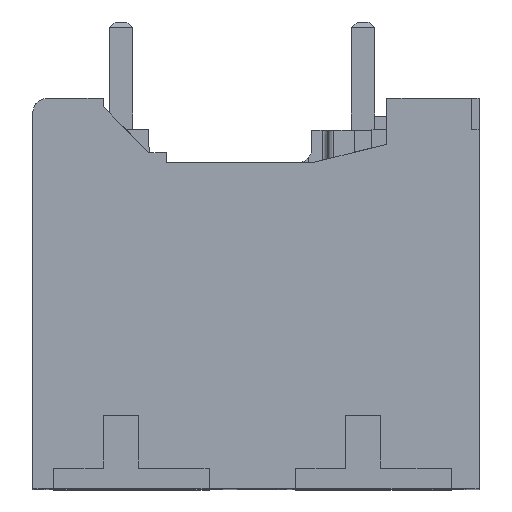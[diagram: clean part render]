
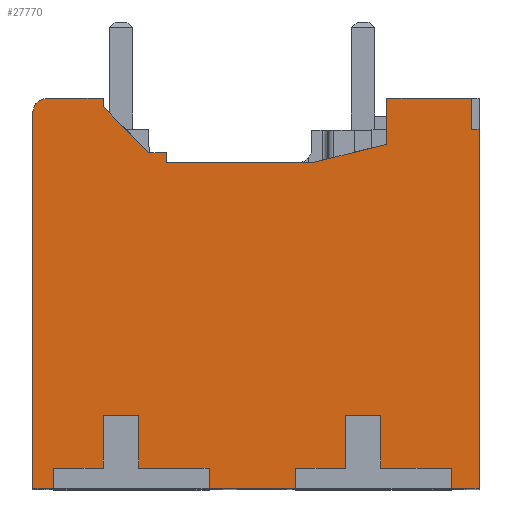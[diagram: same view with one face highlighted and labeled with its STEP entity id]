
A CAD part, top view. The second image highlights one B-rep face of the part: STEP entity #27770.
In plain terms, the highlighted planar face has unit normal (0, 0, 1).
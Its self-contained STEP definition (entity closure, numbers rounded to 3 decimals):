
#59=DIRECTION('',(1.,0.,0.));
#60=VECTOR('',#59,0.7);
#61=CARTESIAN_POINT('',(-3.,0.,2.2));
#62=LINE('',#61,#60);
#71=DIRECTION('',(1.,0.,0.));
#72=VECTOR('',#71,2.95);
#73=CARTESIAN_POINT('',(3.,0.,2.2));
#74=LINE('',#73,#72);
#83=DIRECTION('',(1.,0.,0.));
#84=VECTOR('',#83,0.95);
#85=CARTESIAN_POINT('',(11.25,0.,2.2));
#86=LINE('',#85,#84);
#3002=DIRECTION('',(-1.,0.,0.));
#3003=VECTOR('',#3002,1.895);
#3004=CARTESIAN_POINT('',(-0.605,13.3,2.2));
#3005=LINE('',#3004,#3003);
#4076=DIRECTION('',(0.707,0.707,0.));
#4077=VECTOR('',#4076,0.039);
#4078=CARTESIAN_POINT('',(9.032,11.732,2.2));
#4079=LINE('',#4078,#4077);
#4080=DIRECTION('',(0.,-1.,0.));
#4081=VECTOR('',#4080,1.541);
#4082=CARTESIAN_POINT('',(9.059,13.3,2.2));
#4083=LINE('',#4082,#4081);
#4084=DIRECTION('',(-1.,0.,0.));
#4085=VECTOR('',#4084,2.878);
#4086=CARTESIAN_POINT('',(11.938,13.3,2.2));
#4087=LINE('',#4086,#4085);
#4088=DIRECTION('',(0.,1.,0.));
#4089=VECTOR('',#4088,1.05);
#4090=CARTESIAN_POINT('',(11.938,12.25,2.2));
#4091=LINE('',#4090,#4089);
#4092=DIRECTION('',(1.,0.,0.));
#4093=VECTOR('',#4092,0.262);
#4094=CARTESIAN_POINT('',(11.938,12.25,2.2));
#4095=LINE('',#4094,#4093);
#4096=DIRECTION('',(0.,-1.,0.));
#4097=VECTOR('',#4096,12.25);
#4098=CARTESIAN_POINT('',(12.2,12.25,2.2));
#4099=LINE('',#4098,#4097);
#4100=DIRECTION('',(-1.,0.,0.));
#4101=VECTOR('',#4100,2.4);
#4102=CARTESIAN_POINT('',(11.25,0.7,2.2));
#4103=LINE('',#4102,#4101);
#4104=DIRECTION('',(-1.,0.,0.));
#4105=VECTOR('',#4104,1.2);
#4106=CARTESIAN_POINT('',(8.85,2.5,2.2));
#4107=LINE('',#4106,#4105);
#4108=DIRECTION('',(0.,-1.,0.));
#4109=VECTOR('',#4108,1.8);
#4110=CARTESIAN_POINT('',(7.65,2.5,2.2));
#4111=LINE('',#4110,#4109);
#4112=DIRECTION('',(-1.,0.,0.));
#4113=VECTOR('',#4112,1.7);
#4114=CARTESIAN_POINT('',(7.65,0.7,2.2));
#4115=LINE('',#4114,#4113);
#4116=DIRECTION('',(0.,-1.,0.));
#4117=VECTOR('',#4116,0.7);
#4118=CARTESIAN_POINT('',(5.95,0.7,2.2));
#4119=LINE('',#4118,#4117);
#4120=DIRECTION('',(-1.,0.,0.));
#4121=VECTOR('',#4120,2.4);
#4122=CARTESIAN_POINT('',(3.,0.7,2.2));
#4123=LINE('',#4122,#4121);
#4124=DIRECTION('',(-1.,0.,0.));
#4125=VECTOR('',#4124,1.2);
#4126=CARTESIAN_POINT('',(0.6,2.5,2.2));
#4127=LINE('',#4126,#4125);
#4128=DIRECTION('',(0.,-1.,0.));
#4129=VECTOR('',#4128,1.8);
#4130=CARTESIAN_POINT('',(-0.6,2.5,2.2));
#4131=LINE('',#4130,#4129);
#4132=DIRECTION('',(-1.,0.,0.));
#4133=VECTOR('',#4132,1.7);
#4134=CARTESIAN_POINT('',(-0.6,0.7,2.2));
#4135=LINE('',#4134,#4133);
#4136=DIRECTION('',(0.,-1.,0.));
#4137=VECTOR('',#4136,0.7);
#4138=CARTESIAN_POINT('',(-2.3,0.7,2.2));
#4139=LINE('',#4138,#4137);
#4140=DIRECTION('',(0.,1.,0.));
#4141=VECTOR('',#4140,12.8);
#4142=CARTESIAN_POINT('',(-3.,0.,2.2));
#4143=LINE('',#4142,#4141);
#4144=CARTESIAN_POINT('',(-2.5,12.8,2.2));
#4145=DIRECTION('',(0.,0.,-1.));
#4146=DIRECTION('',(-1.,0.,0.));
#4147=AXIS2_PLACEMENT_3D('',#4144,#4145,#4146);
#4149=DIRECTION('',(0.,1.,0.));
#4150=VECTOR('',#4149,0.295);
#4151=CARTESIAN_POINT('',(-0.605,13.005,2.2));
#4152=LINE('',#4151,#4150);
#4153=DIRECTION('',(0.707,-0.707,0.));
#4154=VECTOR('',#4153,2.199);
#4155=CARTESIAN_POINT('',(-0.605,13.005,2.2));
#4156=LINE('',#4155,#4154);
#4157=DIRECTION('',(-1.,0.,0.));
#4158=VECTOR('',#4157,0.596);
#4159=CARTESIAN_POINT('',(1.546,11.451,2.2));
#4160=LINE('',#4159,#4158);
#4161=DIRECTION('',(0.,1.,0.));
#4162=VECTOR('',#4161,0.351);
#4163=CARTESIAN_POINT('',(1.546,11.1,2.2));
#4164=LINE('',#4163,#4162);
#4165=DIRECTION('',(1.,0.,0.));
#4166=VECTOR('',#4165,4.959);
#4167=CARTESIAN_POINT('',(1.546,11.1,2.2));
#4168=LINE('',#4167,#4166);
#4169=DIRECTION('',(-0.97,-0.243,0.));
#4170=VECTOR('',#4169,2.604);
#4171=CARTESIAN_POINT('',(9.032,11.732,2.2));
#4172=LINE('',#4171,#4170);
#4197=DIRECTION('',(0.,-1.,0.));
#4198=VECTOR('',#4197,0.7);
#4199=CARTESIAN_POINT('',(11.25,0.7,2.2));
#4200=LINE('',#4199,#4198);
#4221=DIRECTION('',(0.,-1.,0.));
#4222=VECTOR('',#4221,1.8);
#4223=CARTESIAN_POINT('',(8.85,2.5,2.2));
#4224=LINE('',#4223,#4222);
#4261=DIRECTION('',(0.,-1.,0.));
#4262=VECTOR('',#4261,0.7);
#4263=CARTESIAN_POINT('',(3.,0.7,2.2));
#4264=LINE('',#4263,#4262);
#4285=DIRECTION('',(0.,-1.,0.));
#4286=VECTOR('',#4285,1.8);
#4287=CARTESIAN_POINT('',(0.6,2.5,2.2));
#4288=LINE('',#4287,#4286);
#16743=CARTESIAN_POINT('',(3.,0.,2.2));
#16744=CARTESIAN_POINT('',(5.95,0.,2.2));
#16745=VERTEX_POINT('',#16743);
#16746=VERTEX_POINT('',#16744);
#16751=CARTESIAN_POINT('',(11.25,0.,2.2));
#16752=VERTEX_POINT('',#16751);
#16753=CARTESIAN_POINT('',(12.2,0.,2.2));
#16754=VERTEX_POINT('',#16753);
#16769=CARTESIAN_POINT('',(-3.,0.,2.2));
#16770=VERTEX_POINT('',#16769);
#16771=CARTESIAN_POINT('',(-2.3,0.,2.2));
#16772=VERTEX_POINT('',#16771);
#17008=CARTESIAN_POINT('',(12.2,12.25,2.2));
#17010=VERTEX_POINT('',#17008);
#17076=CARTESIAN_POINT('',(-2.5,13.3,2.2));
#17078=VERTEX_POINT('',#17076);
#17083=CARTESIAN_POINT('',(7.65,2.5,2.2));
#17084=CARTESIAN_POINT('',(7.65,0.7,2.2));
#17085=VERTEX_POINT('',#17083);
#17086=VERTEX_POINT('',#17084);
#17087=CARTESIAN_POINT('',(5.95,0.7,2.2));
#17088=VERTEX_POINT('',#17087);
#17089=CARTESIAN_POINT('',(3.,0.7,2.2));
#17090=VERTEX_POINT('',#17089);
#17091=CARTESIAN_POINT('',(0.6,0.7,2.2));
#17092=VERTEX_POINT('',#17091);
#17093=CARTESIAN_POINT('',(0.6,2.5,2.2));
#17094=VERTEX_POINT('',#17093);
#17095=CARTESIAN_POINT('',(-0.6,2.5,2.2));
#17096=VERTEX_POINT('',#17095);
#17097=CARTESIAN_POINT('',(-0.6,0.7,2.2));
#17098=VERTEX_POINT('',#17097);
#17099=CARTESIAN_POINT('',(-2.3,0.7,2.2));
#17100=VERTEX_POINT('',#17099);
#17101=CARTESIAN_POINT('',(-3.,12.8,2.2));
#17102=VERTEX_POINT('',#17101);
#17103=CARTESIAN_POINT('',(11.25,0.7,2.2));
#17104=VERTEX_POINT('',#17103);
#17105=CARTESIAN_POINT('',(8.85,0.7,2.2));
#17106=VERTEX_POINT('',#17105);
#17107=CARTESIAN_POINT('',(8.85,2.5,2.2));
#17108=VERTEX_POINT('',#17107);
#17813=CARTESIAN_POINT('',(11.938,13.3,2.2));
#17814=CARTESIAN_POINT('',(9.059,13.3,2.2));
#17815=VERTEX_POINT('',#17813);
#17816=VERTEX_POINT('',#17814);
#17836=CARTESIAN_POINT('',(6.505,11.1,2.2));
#17838=VERTEX_POINT('',#17836);
#17852=CARTESIAN_POINT('',(1.546,11.1,2.2));
#17854=VERTEX_POINT('',#17852);
#17856=CARTESIAN_POINT('',(0.949,11.451,2.2));
#17858=VERTEX_POINT('',#17856);
#17860=CARTESIAN_POINT('',(-0.605,13.005,2.2));
#17862=VERTEX_POINT('',#17860);
#17886=CARTESIAN_POINT('',(11.938,12.25,2.2));
#17888=VERTEX_POINT('',#17886);
#17926=CARTESIAN_POINT('',(9.059,11.759,2.2));
#17928=VERTEX_POINT('',#17926);
#17930=CARTESIAN_POINT('',(9.032,11.732,2.2));
#17932=VERTEX_POINT('',#17930);
#18493=CARTESIAN_POINT('',(1.546,11.451,2.2));
#18494=VERTEX_POINT('',#18493);
#18495=CARTESIAN_POINT('',(-0.605,13.3,2.2));
#18496=VERTEX_POINT('',#18495);
#27713=CARTESIAN_POINT('',(0.,0.,2.2));
#27714=DIRECTION('',(0.,0.,1.));
#27715=DIRECTION('',(1.,0.,0.));
#27716=AXIS2_PLACEMENT_3D('',#27713,#27714,#27715);
#27717=PLANE('',#27716);
#27718=ORIENTED_EDGE('',*,*,#27706,.T.);
#27719=ORIENTED_EDGE('',*,*,#22529,.F.);
#27720=ORIENTED_EDGE('',*,*,#22486,.F.);
#27721=ORIENTED_EDGE('',*,*,#22346,.F.);
#27723=ORIENTED_EDGE('',*,*,#27722,.T.);
#27724=ORIENTED_EDGE('',*,*,#22247,.T.);
#27725=ORIENTED_EDGE('',*,*,#21642,.F.);
#27727=ORIENTED_EDGE('',*,*,#27726,.F.);
#27729=ORIENTED_EDGE('',*,*,#27728,.T.);
#27731=ORIENTED_EDGE('',*,*,#27730,.F.);
#27733=ORIENTED_EDGE('',*,*,#27732,.T.);
#27735=ORIENTED_EDGE('',*,*,#27734,.T.);
#27737=ORIENTED_EDGE('',*,*,#27736,.T.);
#27739=ORIENTED_EDGE('',*,*,#27738,.T.);
#27740=ORIENTED_EDGE('',*,*,#21634,.F.);
#27742=ORIENTED_EDGE('',*,*,#27741,.F.);
#27744=ORIENTED_EDGE('',*,*,#27743,.T.);
#27746=ORIENTED_EDGE('',*,*,#27745,.F.);
#27748=ORIENTED_EDGE('',*,*,#27747,.T.);
#27750=ORIENTED_EDGE('',*,*,#27749,.T.);
#27752=ORIENTED_EDGE('',*,*,#27751,.T.);
#27754=ORIENTED_EDGE('',*,*,#27753,.T.);
#27755=ORIENTED_EDGE('',*,*,#21626,.F.);
#27757=ORIENTED_EDGE('',*,*,#27756,.T.);
#27759=ORIENTED_EDGE('',*,*,#27758,.T.);
#27760=ORIENTED_EDGE('',*,*,#26411,.F.);
#27761=ORIENTED_EDGE('',*,*,#26392,.F.);
#27763=ORIENTED_EDGE('',*,*,#27762,.T.);
#27764=ORIENTED_EDGE('',*,*,#26063,.F.);
#27765=ORIENTED_EDGE('',*,*,#25965,.F.);
#27766=ORIENTED_EDGE('',*,*,#25732,.T.);
#27767=ORIENTED_EDGE('',*,*,#25213,.F.);
#27768=EDGE_LOOP('',(#27718,#27719,#27720,#27721,#27723,#27724,#27725,#27727,
#27729,#27731,#27733,#27735,#27737,#27739,#27740,#27742,#27744,#27746,#27748,
#27750,#27752,#27754,#27755,#27757,#27759,#27760,#27761,#27763,#27764,#27765,
#27766,#27767));
#27769=FACE_OUTER_BOUND('',#27768,.F.);
#4148=CIRCLE('',#4147,0.5);
#21626=EDGE_CURVE('',#16770,#16772,#62,.T.);
#21634=EDGE_CURVE('',#16745,#16746,#74,.T.);
#21642=EDGE_CURVE('',#16752,#16754,#86,.T.);
#22247=EDGE_CURVE('',#17010,#16754,#4099,.T.);
#22346=EDGE_CURVE('',#17888,#17815,#4091,.T.);
#22486=EDGE_CURVE('',#17815,#17816,#4087,.T.);
#22529=EDGE_CURVE('',#17816,#17928,#4083,.T.);
#25213=EDGE_CURVE('',#17932,#17838,#4172,.T.);
#25732=EDGE_CURVE('',#17854,#17838,#4168,.T.);
#25965=EDGE_CURVE('',#17854,#18494,#4164,.T.);
#26063=EDGE_CURVE('',#18494,#17858,#4160,.T.);
#26392=EDGE_CURVE('',#17862,#18496,#4152,.T.);
#26411=EDGE_CURVE('',#18496,#17078,#3005,.T.);
#27706=EDGE_CURVE('',#17932,#17928,#4079,.T.);
#27722=EDGE_CURVE('',#17888,#17010,#4095,.T.);
#27726=EDGE_CURVE('',#17104,#16752,#4200,.T.);
#27728=EDGE_CURVE('',#17104,#17106,#4103,.T.);
#27730=EDGE_CURVE('',#17108,#17106,#4224,.T.);
#27732=EDGE_CURVE('',#17108,#17085,#4107,.T.);
#27734=EDGE_CURVE('',#17085,#17086,#4111,.T.);
#27736=EDGE_CURVE('',#17086,#17088,#4115,.T.);
#27738=EDGE_CURVE('',#17088,#16746,#4119,.T.);
#27741=EDGE_CURVE('',#17090,#16745,#4264,.T.);
#27743=EDGE_CURVE('',#17090,#17092,#4123,.T.);
#27745=EDGE_CURVE('',#17094,#17092,#4288,.T.);
#27747=EDGE_CURVE('',#17094,#17096,#4127,.T.);
#27749=EDGE_CURVE('',#17096,#17098,#4131,.T.);
#27751=EDGE_CURVE('',#17098,#17100,#4135,.T.);
#27753=EDGE_CURVE('',#17100,#16772,#4139,.T.);
#27756=EDGE_CURVE('',#16770,#17102,#4143,.T.);
#27758=EDGE_CURVE('',#17102,#17078,#4148,.T.);
#27762=EDGE_CURVE('',#17862,#17858,#4156,.T.);
#27770=ADVANCED_FACE('',(#27769),#27717,.T.);
